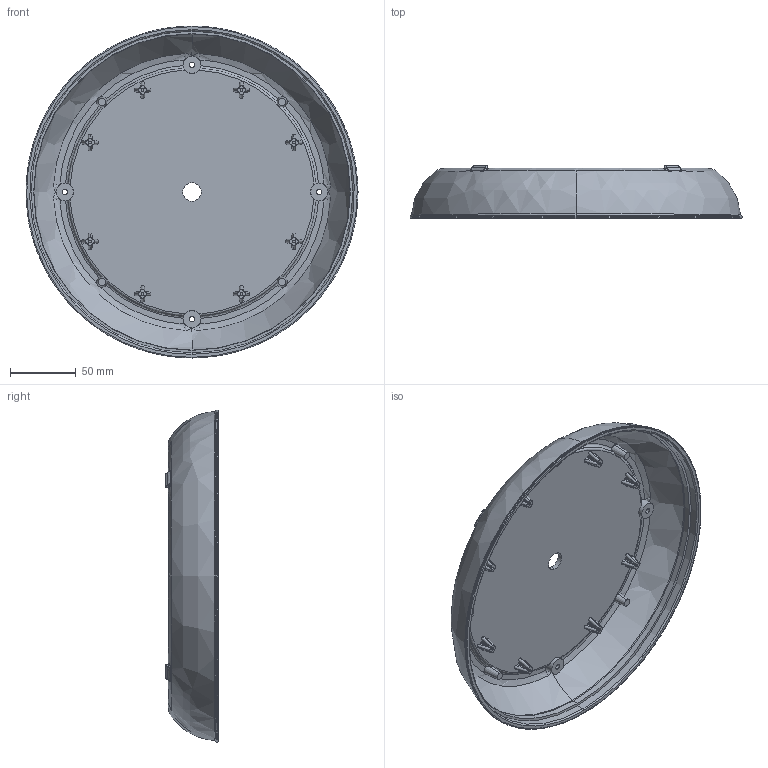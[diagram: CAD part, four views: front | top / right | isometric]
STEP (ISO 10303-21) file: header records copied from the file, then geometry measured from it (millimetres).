
FILE_DESCRIPTION (( 'STEP AP203' ), '1' );
FILE_NAME ('C111BA.STEP', '2020-07-15T12:10:19', ( 'USER' ), ( '' ), 'SwSTEP 2.0', 'SolidWorks 2012', '' );
FILE_SCHEMA (( 'CONFIG_CONTROL_DESIGN' ));
Length unit declared in the file: millimetre
Products named in the file (1): C111BA
Bounding box: 252 x 40 x 252 mm (x, y, z)
Volume: 219806.4 mm3; surface area: 144009 mm2
Topology: 1 solids, 1 shells, 537 faces, 1400 edges, 882 vertices
Faces by surface type: plane 187, bspline 160, cylinder 148, cone 42
Entity records: 21661 total; most frequent: CARTESIAN_POINT 10186, ORIENTED_EDGE 2784, DIRECTION 1878, EDGE_CURVE 1392, VERTEX_POINT 882, AXIS2_PLACEMENT_3D 712, EDGE_LOOP 572, ADVANCED_FACE 537
